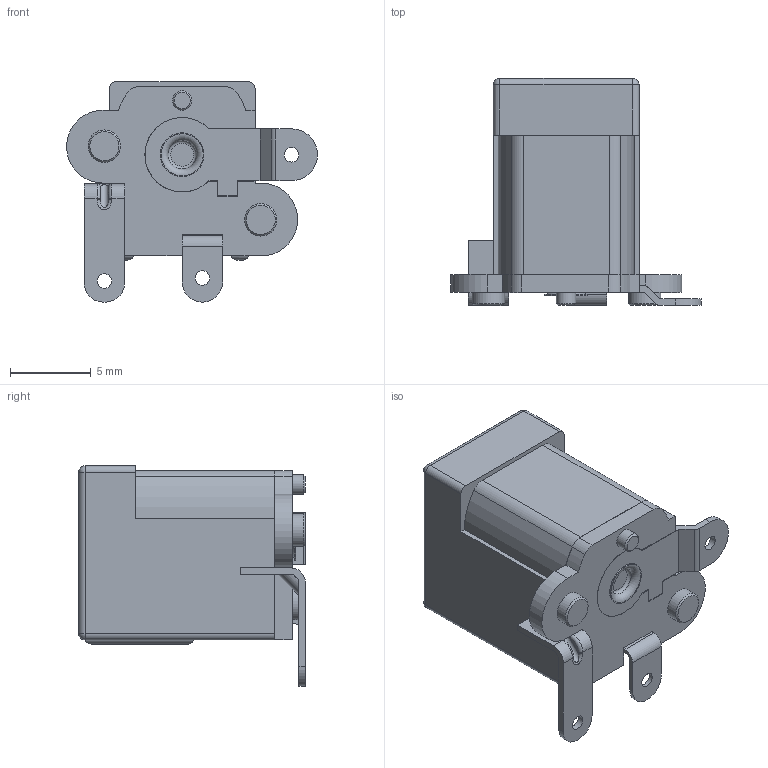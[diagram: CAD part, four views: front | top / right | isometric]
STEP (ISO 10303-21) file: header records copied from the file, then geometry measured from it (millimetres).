
FILE_DESCRIPTION( ( 'Unknown' ), '1' );
FILE_NAME( '694106210102.stp', 'Unknown', ( 'Unknown' ), ( 'Unknown' ), 'PSStep 18.0.17', 'Unknown', ' ' );
FILE_SCHEMA( ( 'AUTOMOTIVE_DESIGN { 1 0 10303 214 1 1 1 1 }' ) );
Length unit declared in the file: millimetre
Products named in the file (7): Assem1; 6941xx210102_Housing; 6941xx210102_Housing2; 6941xx210102_Contact20; 6941xx210102_Contact_Bottom; 6941xx210102_Pin; 6941xx210102_Contact
Assembly tree (6 placements, depth 2):
  Assem1
    6941xx210102_Housing
    6941xx210102_Housing2
    6941xx210102_Contact20
    6941xx210102_Contact_Bottom
    6941xx210102_Pin
    6941xx210102_Contact
Bounding box: 15.49 x 14 x 13.6 mm (x, y, z)
Volume: 792.6 mm3; surface area: 1785 mm2
Topology: 6 solids, 6 shells, 226 faces, 602 edges, 389 vertices
Faces by surface type: plane 125, cylinder 83, torus 7, sphere 5, cone 4, bspline 2
Full cylindrical faces by diameter (mm): 0.9 x3, 1.2 x1, 2 x7, 2.7 x1, 3.3 x1, 3.4 x1, 6.4 x1
Entity records: 8910 total; most frequent: CARTESIAN_POINT 1388, DIRECTION 1188, ORIENTED_EDGE 1124, EDGE_CURVE 562, AXIS2_PLACEMENT_3D 399, LINE 390, VECTOR 390, VERTEX_POINT 379
